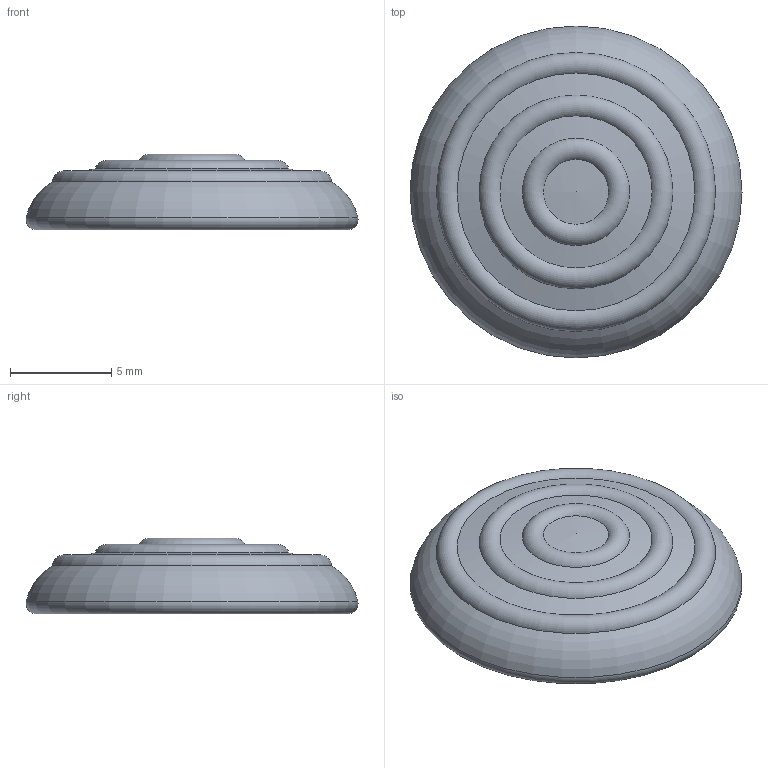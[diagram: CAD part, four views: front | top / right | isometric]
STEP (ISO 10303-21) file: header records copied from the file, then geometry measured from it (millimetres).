
FILE_DESCRIPTION(/* description */ (''),/* implementation_level */ '2;1');
FILE_NAME(/* name */ 'Main_Rubber.step',/* time_stamp */ '2024-09-03T23:43:00-07:00',/* author */ (''),/* organization */ (''),/* preprocessor_version */ 'ST-DEVELOPER v20',/* originating_system */ 'Autodesk Translation Framework v13.14.0.145',/* authorisation */ '');
FILE_SCHEMA (('AUTOMOTIVE_DESIGN { 1 0 10303 214 3 1 1 }'));
Length unit declared in the file: millimetre
Products named in the file (2): MainStickFull; MainRubberCap v3
Assembly tree (1 placements, depth 2):
  MainStickFull
    MainRubberCap v3
Bounding box: 16.39 x 16.39 x 3.73 mm (x, y, z)
Volume: 330.6 mm3; surface area: 724 mm2
Topology: 1 solids, 1 shells, 47 faces, 143 edges, 90 vertices
Faces by surface type: bspline 18, cone 11, plane 6, torus 6, sphere 5, cylinder 1
Full cylindrical faces by diameter (mm): 9.7 x1
Entity records: 3491 total; most frequent: CARTESIAN_POINT 2291, ORIENTED_EDGE 282, DIRECTION 189, EDGE_CURVE 141, VERTEX_POINT 90, AXIS2_PLACEMENT_3D 86, B_SPLINE_CURVE_WITH_KNOTS 68, EDGE_LOOP 57
